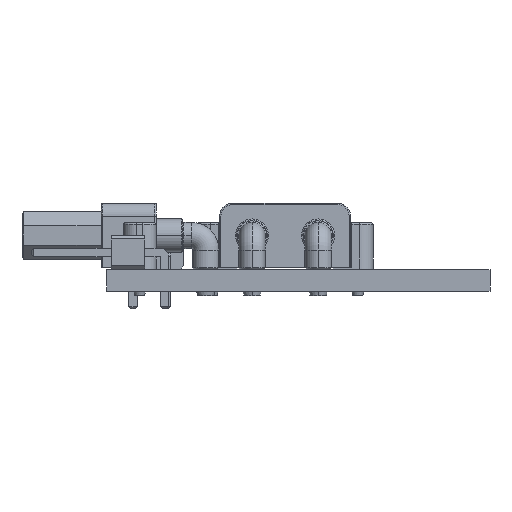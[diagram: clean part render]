
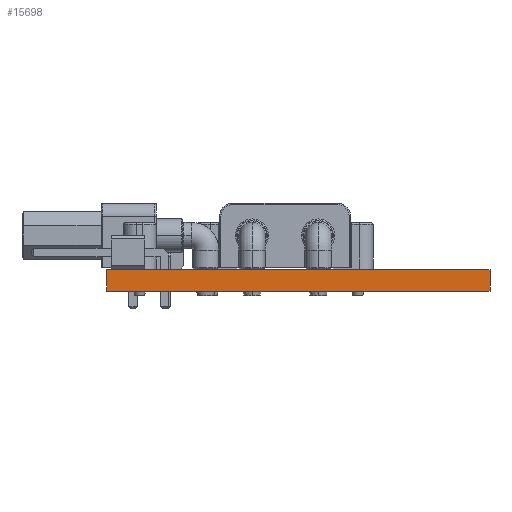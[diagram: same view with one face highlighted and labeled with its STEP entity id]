
A CAD part, front view. The second image highlights one B-rep face of the part: STEP entity #15698.
In plain terms, the highlighted planar face has unit normal (0, -1, 0).
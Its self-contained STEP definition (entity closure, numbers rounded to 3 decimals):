
#15698 = ADVANCED_FACE('',(#15699),#15733,.T.);
#15699 = FACE_BOUND('',#15700,.T.);
#15700 = EDGE_LOOP('',(#15701,#15711,#15719,#15727));
#15701 = ORIENTED_EDGE('',*,*,#15702,.T.);
#15702 = EDGE_CURVE('',#15703,#15705,#15707,.T.);
#15703 = VERTEX_POINT('',#15704);
#15704 = CARTESIAN_POINT('',(130.5,-118.,0.));
#15705 = VERTEX_POINT('',#15706);
#15706 = CARTESIAN_POINT('',(130.5,-118.,1.6));
#15707 = LINE('',#15708,#15709);
#15708 = CARTESIAN_POINT('',(130.5,-118.,0.));
#15709 = VECTOR('',#15710,1.);
#15710 = DIRECTION('',(0.,0.,1.));
#15711 = ORIENTED_EDGE('',*,*,#15712,.T.);
#15712 = EDGE_CURVE('',#15705,#15713,#15715,.T.);
#15713 = VERTEX_POINT('',#15714);
#15714 = CARTESIAN_POINT('',(101.5,-118.,1.6));
#15715 = LINE('',#15716,#15717);
#15716 = CARTESIAN_POINT('',(130.5,-118.,1.6));
#15717 = VECTOR('',#15718,1.);
#15718 = DIRECTION('',(-1.,0.,0.));
#15719 = ORIENTED_EDGE('',*,*,#15720,.F.);
#15720 = EDGE_CURVE('',#15721,#15713,#15723,.T.);
#15721 = VERTEX_POINT('',#15722);
#15722 = CARTESIAN_POINT('',(101.5,-118.,0.));
#15723 = LINE('',#15724,#15725);
#15724 = CARTESIAN_POINT('',(101.5,-118.,0.));
#15725 = VECTOR('',#15726,1.);
#15726 = DIRECTION('',(0.,0.,1.));
#15727 = ORIENTED_EDGE('',*,*,#15728,.F.);
#15728 = EDGE_CURVE('',#15703,#15721,#15729,.T.);
#15729 = LINE('',#15730,#15731);
#15730 = CARTESIAN_POINT('',(130.5,-118.,0.));
#15731 = VECTOR('',#15732,1.);
#15732 = DIRECTION('',(-1.,0.,0.));
#15733 = PLANE('',#15734);
#15734 = AXIS2_PLACEMENT_3D('',#15735,#15736,#15737);
#15735 = CARTESIAN_POINT('',(130.5,-118.,0.));
#15736 = DIRECTION('',(0.,-1.,0.));
#15737 = DIRECTION('',(-1.,0.,0.));
